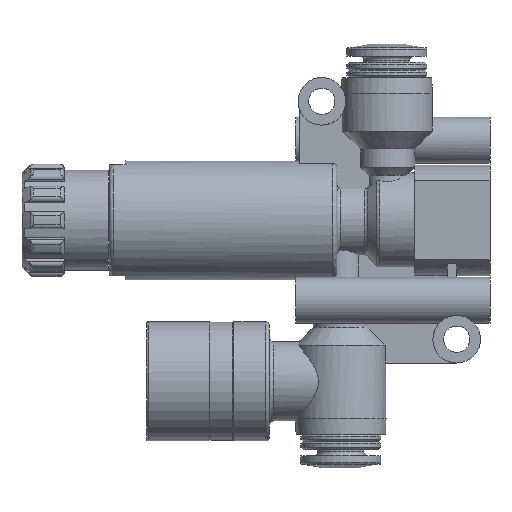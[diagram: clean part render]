
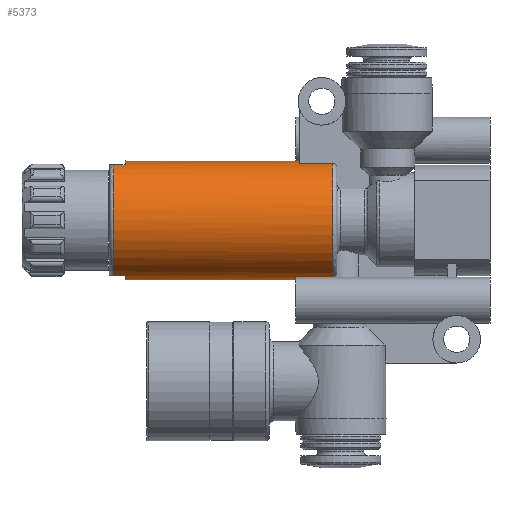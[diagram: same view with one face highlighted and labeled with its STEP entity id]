
A CAD part, left-side view. The second image highlights one B-rep face of the part: STEP entity #5373.
In plain terms, the highlighted cylindrical face has radius 7.5 mm (diameter 15 mm), a full revolution.
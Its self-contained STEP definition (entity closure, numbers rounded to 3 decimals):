
#181=LINE('',#7139,#375);
#182=LINE('',#7143,#376);
#183=LINE('',#7144,#377);
#184=LINE('',#7149,#378);
#185=LINE('',#7153,#379);
#186=LINE('',#7157,#380);
#375=VECTOR('',#6058,1000.);
#376=VECTOR('',#6061,1000.);
#377=VECTOR('',#6062,1000.);
#378=VECTOR('',#6065,1000.);
#379=VECTOR('',#6068,1000.);
#380=VECTOR('',#6071,1000.);
#569=B_SPLINE_CURVE_WITH_KNOTS('',3,(#7129,#7130,#7131,#7132,#7133,#7134,
#7135),.UNSPECIFIED.,.F.,.F.,(4,1,1,1,4),(0.,0.001,0.003,
0.004,0.006),.UNSPECIFIED.);
#739=ORIENTED_EDGE('',*,*,#1879,.F.);
#740=ORIENTED_EDGE('',*,*,#1880,.F.);
#741=ORIENTED_EDGE('',*,*,#1881,.F.);
#742=ORIENTED_EDGE('',*,*,#1882,.T.);
#743=ORIENTED_EDGE('',*,*,#1883,.T.);
#744=ORIENTED_EDGE('',*,*,#1884,.T.);
#745=ORIENTED_EDGE('',*,*,#1885,.F.);
#746=ORIENTED_EDGE('',*,*,#1886,.T.);
#747=ORIENTED_EDGE('',*,*,#1887,.F.);
#748=ORIENTED_EDGE('',*,*,#1888,.F.);
#749=ORIENTED_EDGE('',*,*,#1889,.F.);
#750=ORIENTED_EDGE('',*,*,#1890,.T.);
#751=ORIENTED_EDGE('',*,*,#1891,.F.);
#752=ORIENTED_EDGE('',*,*,#1892,.F.);
#1879=EDGE_CURVE('',#2449,#2450,#2850,.T.);
#1880=EDGE_CURVE('',#2451,#2449,#569,.T.);
#1881=EDGE_CURVE('',#2452,#2451,#2851,.T.);
#1882=EDGE_CURVE('',#2452,#2453,#181,.F.);
#1883=EDGE_CURVE('',#2453,#2454,#2852,.T.);
#1884=EDGE_CURVE('',#2454,#2450,#182,.T.);
#1885=EDGE_CURVE('',#2455,#2456,#183,.T.);
#1886=EDGE_CURVE('',#2455,#2457,#2853,.T.);
#1887=EDGE_CURVE('',#2458,#2457,#184,.F.);
#1888=EDGE_CURVE('',#2459,#2458,#2854,.T.);
#1889=EDGE_CURVE('',#2460,#2459,#185,.T.);
#1890=EDGE_CURVE('',#2460,#2461,#2855,.T.);
#1891=EDGE_CURVE('',#2462,#2461,#186,.F.);
#1892=EDGE_CURVE('',#2456,#2462,#2856,.T.);
#2449=VERTEX_POINT('',#7127);
#2450=VERTEX_POINT('',#7128);
#2451=VERTEX_POINT('',#7136);
#2452=VERTEX_POINT('',#7138);
#2453=VERTEX_POINT('',#7140);
#2454=VERTEX_POINT('',#7142);
#2455=VERTEX_POINT('',#7145);
#2456=VERTEX_POINT('',#7146);
#2457=VERTEX_POINT('',#7148);
#2458=VERTEX_POINT('',#7150);
#2459=VERTEX_POINT('',#7152);
#2460=VERTEX_POINT('',#7154);
#2461=VERTEX_POINT('',#7156);
#2462=VERTEX_POINT('',#7158);
#2850=CIRCLE('',#5612,7.5);
#2851=CIRCLE('',#5613,7.5);
#2852=CIRCLE('',#5614,7.5);
#2853=CIRCLE('',#5615,7.5);
#2854=CIRCLE('',#5616,7.5);
#2855=CIRCLE('',#5617,7.5);
#2856=CIRCLE('',#5618,7.5);
#3056=EDGE_LOOP('',(#739,#740,#741,#742,#743,#744));
#3057=EDGE_LOOP('',(#745,#746,#747,#748,#749,#750,#751,#752));
#3361=FACE_BOUND('',#3056,.T.);
#3362=FACE_BOUND('',#3057,.T.);
#3666=CYLINDRICAL_SURFACE('',#5611,7.5);
#5373=ADVANCED_FACE('',(#3361,#3362),#3666,.T.);
#5611=AXIS2_PLACEMENT_3D('',#7125,#6052,#6053);
#5612=AXIS2_PLACEMENT_3D('',#7126,#6054,#6055);
#5613=AXIS2_PLACEMENT_3D('',#7137,#6056,#6057);
#5614=AXIS2_PLACEMENT_3D('',#7141,#6059,#6060);
#5615=AXIS2_PLACEMENT_3D('',#7147,#6063,#6064);
#5616=AXIS2_PLACEMENT_3D('',#7151,#6066,#6067);
#5617=AXIS2_PLACEMENT_3D('',#7155,#6069,#6070);
#5618=AXIS2_PLACEMENT_3D('',#7159,#6072,#6073);
#6052=DIRECTION('',(0.,-1.,0.));
#6053=DIRECTION('',(0.,0.,-1.));
#6054=DIRECTION('',(0.,-1.,0.));
#6055=DIRECTION('',(0.,0.,-1.));
#6056=DIRECTION('',(0.,-1.,0.));
#6057=DIRECTION('',(0.,0.,-1.));
#6058=DIRECTION('',(0.,-1.,0.));
#6059=DIRECTION('',(0.,1.,0.));
#6060=DIRECTION('',(0.,0.,1.));
#6061=DIRECTION('',(0.,-1.,0.));
#6062=DIRECTION('',(0.,-1.,0.));
#6063=DIRECTION('',(0.,-1.,0.));
#6064=DIRECTION('',(0.,0.,-1.));
#6065=DIRECTION('',(0.,-1.,0.));
#6066=DIRECTION('',(0.,1.,0.));
#6067=DIRECTION('',(0.,0.,1.));
#6068=DIRECTION('',(0.,-1.,0.));
#6069=DIRECTION('',(0.,-1.,0.));
#6070=DIRECTION('',(0.,0.,-1.));
#6071=DIRECTION('',(0.,-1.,0.));
#6072=DIRECTION('',(0.,1.,0.));
#6073=DIRECTION('',(0.,0.,1.));
#7125=CARTESIAN_POINT('',(0.,0.,0.));
#7126=CARTESIAN_POINT('',(0.,19.8,0.));
#7127=CARTESIAN_POINT('',(2.291,19.8,-7.141));
#7128=CARTESIAN_POINT('',(2.1,19.8,7.2));
#7129=CARTESIAN_POINT('',(-2.291,19.8,-7.141));
#7130=CARTESIAN_POINT('',(-2.096,20.247,-7.204));
#7131=CARTESIAN_POINT('',(-1.459,21.002,-7.394));
#7132=CARTESIAN_POINT('',(-0.001,21.449,-7.553));
#7133=CARTESIAN_POINT('',(1.457,21.003,-7.394));
#7134=CARTESIAN_POINT('',(2.096,20.247,-7.204));
#7135=CARTESIAN_POINT('',(2.291,19.8,-7.141));
#7136=CARTESIAN_POINT('',(-2.291,19.8,-7.141));
#7137=CARTESIAN_POINT('',(0.,19.8,0.));
#7138=CARTESIAN_POINT('',(-2.2,19.8,7.17));
#7139=CARTESIAN_POINT('',(-2.2,0.,7.17));
#7140=CARTESIAN_POINT('',(-2.2,24.,7.17));
#7141=CARTESIAN_POINT('',(0.,24.,0.));
#7142=CARTESIAN_POINT('',(2.1,24.,7.2));
#7143=CARTESIAN_POINT('',(2.1,0.,7.2));
#7144=CARTESIAN_POINT('',(2.693,0.,-7.));
#7145=CARTESIAN_POINT('',(2.693,47.5,-7.));
#7146=CARTESIAN_POINT('',(2.693,46.,-7.));
#7147=CARTESIAN_POINT('',(0.,47.5,0.));
#7148=CARTESIAN_POINT('',(2.693,47.5,7.));
#7149=CARTESIAN_POINT('',(2.693,0.,7.));
#7150=CARTESIAN_POINT('',(2.693,46.,7.));
#7151=CARTESIAN_POINT('',(0.,46.,0.));
#7152=CARTESIAN_POINT('',(-2.693,46.,7.));
#7153=CARTESIAN_POINT('',(-2.693,0.,7.));
#7154=CARTESIAN_POINT('',(-2.693,47.5,7.));
#7155=CARTESIAN_POINT('',(0.,47.5,0.));
#7156=CARTESIAN_POINT('',(-2.693,47.5,-7.));
#7157=CARTESIAN_POINT('',(-2.693,0.,-7.));
#7158=CARTESIAN_POINT('',(-2.693,46.,-7.));
#7159=CARTESIAN_POINT('',(0.,46.,0.));
